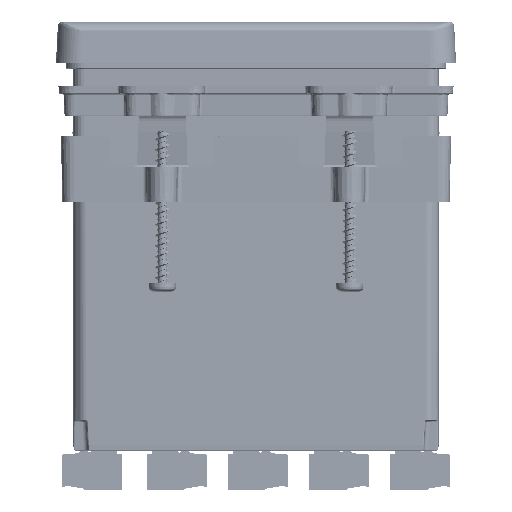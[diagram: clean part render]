
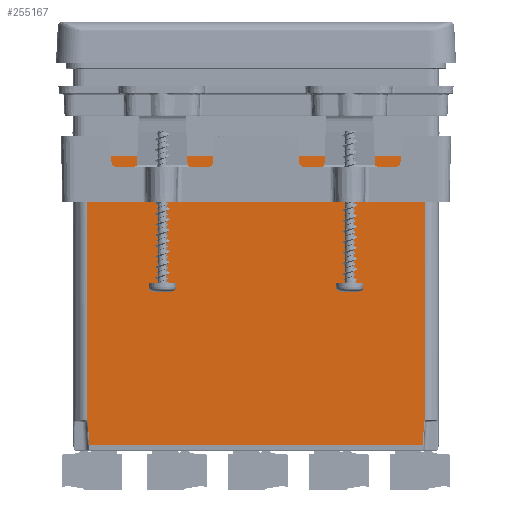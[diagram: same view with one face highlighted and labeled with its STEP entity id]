
A CAD part, left-side view. The second image highlights one B-rep face of the part: STEP entity #255167.
In plain terms, the highlighted planar face has unit normal (-1, 0, 0).
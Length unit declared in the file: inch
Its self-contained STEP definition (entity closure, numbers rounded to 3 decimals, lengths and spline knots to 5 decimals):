
#617 = VECTOR ( 'NONE', #255749, 39.37008 ) ;
#804 = ORIENTED_EDGE ( 'NONE', *, *, #301096, .T. ) ;
#1599 = LINE ( 'NONE', #330157, #129744 ) ;
#7238 = CARTESIAN_POINT ( 'NONE',  ( -0.8775, -1.66456, -3.93286 ) ) ;
#7942 = VECTOR ( 'NONE', #287292, 39.37008 ) ;
#12178 = CARTESIAN_POINT ( 'NONE',  ( -0.8775, -1.66862, -3.92953 ) ) ;
#15969 = VERTEX_POINT ( 'NONE', #233750 ) ;
#18661 = CARTESIAN_POINT ( 'NONE',  ( -0.8775, 1.6592, -3.94219 ) ) ;
#18823 = CARTESIAN_POINT ( 'NONE',  ( -0.8775, 1.7725, -2.7525 ) ) ;
#21713 = EDGE_LOOP ( 'NONE', ( #49223, #28177, #804, #49051, #259527, #236033, #175329, #60943, #256456, #59446, #325149, #215387, #298463 ) ) ;
#23342 = VERTEX_POINT ( 'NONE', #140249 ) ;
#24600 = CARTESIAN_POINT ( 'NONE',  ( -0.8775, 1.7725, -4.18 ) ) ;
#28177 = ORIENTED_EDGE ( 'NONE', *, *, #219294, .T. ) ;
#33928 = CARTESIAN_POINT ( 'NONE',  ( -0.8775, -1.66645, -3.93098 ) ) ;
#34032 = CARTESIAN_POINT ( 'NONE',  ( -0.8775, -1.7725, -1.325 ) ) ;
#35125 = EDGE_CURVE ( 'NONE', #227429, #258878, #113961, .T. ) ;
#38413 = DIRECTION ( 'NONE',  ( 0., -0.999, 0.052 ) ) ;
#40535 = DIRECTION ( 'NONE',  ( 0., 0., 1. ) ) ;
#48168 = EDGE_CURVE ( 'NONE', #75665, #80933, #322123, .T. ) ;
#49051 = ORIENTED_EDGE ( 'NONE', *, *, #324495, .T. ) ;
#49223 = ORIENTED_EDGE ( 'NONE', *, *, #193693, .T. ) ;
#52528 = CARTESIAN_POINT ( 'NONE',  ( -0.8775, -1.7725, -1.64507 ) ) ;
#59446 = ORIENTED_EDGE ( 'NONE', *, *, #164073, .T. ) ;
#60943 = ORIENTED_EDGE ( 'NONE', *, *, #310874, .F. ) ;
#63429 = LINE ( 'NONE', #266918, #217143 ) ;
#66999 = CARTESIAN_POINT ( 'NONE',  ( -0.8775, 1.65874, -3.94594 ) ) ;
#70261 = DIRECTION ( 'NONE',  ( 0., 0., -1. ) ) ;
#73790 = VERTEX_POINT ( 'NONE', #194143 ) ;
#74063 = VERTEX_POINT ( 'NONE', #237683 ) ;
#74382 = LINE ( 'NONE', #277856, #7942 ) ;
#75665 = VERTEX_POINT ( 'NONE', #265198 ) ;
#80824 = AXIS2_PLACEMENT_3D ( 'NONE', #24600, #329709, #99585 ) ;
#80933 = VERTEX_POINT ( 'NONE', #133947 ) ;
#82753 = CARTESIAN_POINT ( 'NONE',  ( -0.8775, -1.66456, -3.93286 ) ) ;
#86910 = CARTESIAN_POINT ( 'NONE',  ( -0.8775, 1.7725, -1.64507 ) ) ;
#95230 = CARTESIAN_POINT ( 'NONE',  ( -0.8775, 1.67108, -2.7525 ) ) ;
#96902 = CARTESIAN_POINT ( 'NONE',  ( -0.8775, 1.66769, -3.93022 ) ) ;
#99585 = DIRECTION ( 'NONE',  ( 0., -1., 0. ) ) ;
#108569 = CARTESIAN_POINT ( 'NONE',  ( -0.8775, 0., -4.18 ) ) ;
#108586 = CARTESIAN_POINT ( 'NONE',  ( -0.8775, -1.66105, -3.93637 ) ) ;
#113961 = LINE ( 'NONE', #242454, #264544 ) ;
#118666 = CARTESIAN_POINT ( 'NONE',  ( -0.8775, 1.66479, -3.93251 ) ) ;
#120483 = DIRECTION ( 'NONE',  ( 0., 0., -1. ) ) ;
#125078 = VECTOR ( 'NONE', #154509, 39.37008 ) ;
#128351 = DIRECTION ( 'NONE',  ( 0., 1., 0. ) ) ;
#129744 = VECTOR ( 'NONE', #128351, 39.37008 ) ;
#129796 = VERTEX_POINT ( 'NONE', #86910 ) ;
#133947 = CARTESIAN_POINT ( 'NONE',  ( -0.8775, 1.67108, -3.92852 ) ) ;
#137880 = B_SPLINE_CURVE_WITH_KNOTS ( 'NONE', 3,
 ( #7238, #33928, #12178, #318981 ),
 .UNSPECIFIED., .F., .F.,
 ( 4, 4 ),
 ( 0., 1. ),
 .UNSPECIFIED. ) ;
#140249 = CARTESIAN_POINT ( 'NONE',  ( -0.8775, 1.64649, -4.18 ) ) ;
#140939 = B_SPLINE_CURVE_WITH_KNOTS ( 'NONE', 3,
 ( #180389, #235424, #108586, #208694 ),
 .UNSPECIFIED., .F., .F.,
 ( 4, 4 ),
 ( 0., 1. ),
 .UNSPECIFIED. ) ;
#154509 = DIRECTION ( 'NONE',  ( 0., 0., 1. ) ) ;
#161812 = B_SPLINE_CURVE_WITH_KNOTS ( 'NONE', 3,
 ( #218764, #293865, #96902, #118666, #295504, #192089, #222038, #18661, #198641, #66999 ),
 .UNSPECIFIED., .F., .F.,
 ( 4, 2, 2, 2, 4 ),
 ( 0., 0.25, 0.5, 0.75, 1. ),
 .UNSPECIFIED. ) ;
#164073 = EDGE_CURVE ( 'NONE', #267851, #182940, #140939, .T. ) ;
#175329 = ORIENTED_EDGE ( 'NONE', *, *, #192434, .T. ) ;
#180389 = CARTESIAN_POINT ( 'NONE',  ( -0.8775, -1.65874, -3.94594 ) ) ;
#182017 = LINE ( 'NONE', #108569, #301500 ) ;
#182751 = CARTESIAN_POINT ( 'NONE',  ( -0.8775, -1.7725, -2.7525 ) ) ;
#182940 = VERTEX_POINT ( 'NONE', #82753 ) ;
#188610 = VECTOR ( 'NONE', #235193, 39.37008 ) ;
#192089 = CARTESIAN_POINT ( 'NONE',  ( -0.8775, 1.66132, -3.93694 ) ) ;
#192434 = EDGE_CURVE ( 'NONE', #73790, #23342, #285203, .T. ) ;
#193693 = EDGE_CURVE ( 'NONE', #323514, #298548, #236135, .T. ) ;
#194143 = CARTESIAN_POINT ( 'NONE',  ( -0.8775, 1.65874, -3.94594 ) ) ;
#198641 = CARTESIAN_POINT ( 'NONE',  ( -0.8775, 1.65884, -3.94403 ) ) ;
#199738 = EDGE_CURVE ( 'NONE', #258878, #323514, #63429, .T. ) ;
#208694 = CARTESIAN_POINT ( 'NONE',  ( -0.8775, -1.66456, -3.93286 ) ) ;
#210330 = DIRECTION ( 'NONE',  ( 0., 1., 0. ) ) ;
#215387 = ORIENTED_EDGE ( 'NONE', *, *, #35125, .T. ) ;
#217143 = VECTOR ( 'NONE', #38413, 39.37008 ) ;
#218764 = CARTESIAN_POINT ( 'NONE',  ( -0.8775, 1.67108, -3.92852 ) ) ;
#219294 = EDGE_CURVE ( 'NONE', #298548, #15969, #1599, .T. ) ;
#222038 = CARTESIAN_POINT ( 'NONE',  ( -0.8775, 1.66044, -3.93867 ) ) ;
#227429 = VERTEX_POINT ( 'NONE', #248262 ) ;
#227974 = PLANE ( 'NONE',  #80824 ) ;
#229020 = LINE ( 'NONE', #304032, #617 ) ;
#230550 = EDGE_CURVE ( 'NONE', #182940, #227429, #137880, .T. ) ;
#233750 = CARTESIAN_POINT ( 'NONE',  ( -0.8775, 1.7725, -1.325 ) ) ;
#235193 = DIRECTION ( 'NONE',  ( 0., -0.052, -0.999 ) ) ;
#235424 = CARTESIAN_POINT ( 'NONE',  ( -0.8775, -1.659, -3.94104 ) ) ;
#236033 = ORIENTED_EDGE ( 'NONE', *, *, #324699, .T. ) ;
#236135 = LINE ( 'NONE', #182751, #125078 ) ;
#237683 = CARTESIAN_POINT ( 'NONE',  ( -0.8775, -1.64649, -4.18 ) ) ;
#239729 = EDGE_CURVE ( 'NONE', #74063, #267851, #74382, .T. ) ;
#242454 = CARTESIAN_POINT ( 'NONE',  ( -0.8775, -1.67108, -2.7525 ) ) ;
#247304 = LINE ( 'NONE', #18823, #261064 ) ;
#248262 = CARTESIAN_POINT ( 'NONE',  ( -0.8775, -1.67108, -3.92852 ) ) ;
#254705 = FACE_OUTER_BOUND ( 'NONE', #21713, .T. ) ;
#255167 = ADVANCED_FACE ( 'NONE', ( #254705 ), #227974, .T. ) ;
#255749 = DIRECTION ( 'NONE',  ( 0., -0.999, -0.052 ) ) ;
#256456 = ORIENTED_EDGE ( 'NONE', *, *, #239729, .T. ) ;
#258878 = VERTEX_POINT ( 'NONE', #287153 ) ;
#259527 = ORIENTED_EDGE ( 'NONE', *, *, #48168, .T. ) ;
#260201 = CARTESIAN_POINT ( 'NONE',  ( -0.8775, 1.65874, -3.94594 ) ) ;
#261064 = VECTOR ( 'NONE', #120483, 39.37008 ) ;
#264544 = VECTOR ( 'NONE', #40535, 39.37008 ) ;
#265198 = CARTESIAN_POINT ( 'NONE',  ( -0.8775, 1.67108, -1.65039 ) ) ;
#266918 = CARTESIAN_POINT ( 'NONE',  ( -0.8775, -1.67108, -1.65038 ) ) ;
#267851 = VERTEX_POINT ( 'NONE', #316914 ) ;
#277856 = CARTESIAN_POINT ( 'NONE',  ( -0.8775, -1.64648, -4.18 ) ) ;
#285203 = LINE ( 'NONE', #260201, #188610 ) ;
#287153 = CARTESIAN_POINT ( 'NONE',  ( -0.8775, -1.67108, -1.65038 ) ) ;
#287292 = DIRECTION ( 'NONE',  ( 0., -0.052, 0.999 ) ) ;
#293865 = CARTESIAN_POINT ( 'NONE',  ( -0.8775, 1.66935, -3.92923 ) ) ;
#295504 = CARTESIAN_POINT ( 'NONE',  ( -0.8775, 1.66346, -3.93394 ) ) ;
#297683 = VECTOR ( 'NONE', #70261, 39.37008 ) ;
#298463 = ORIENTED_EDGE ( 'NONE', *, *, #199738, .T. ) ;
#298548 = VERTEX_POINT ( 'NONE', #34032 ) ;
#301096 = EDGE_CURVE ( 'NONE', #15969, #129796, #247304, .T. ) ;
#301500 = VECTOR ( 'NONE', #210330, 39.37008 ) ;
#304032 = CARTESIAN_POINT ( 'NONE',  ( -0.8775, 1.7725, -1.64507 ) ) ;
#310874 = EDGE_CURVE ( 'NONE', #74063, #23342, #182017, .T. ) ;
#316914 = CARTESIAN_POINT ( 'NONE',  ( -0.8775, -1.65874, -3.94594 ) ) ;
#318981 = CARTESIAN_POINT ( 'NONE',  ( -0.8775, -1.67108, -3.92852 ) ) ;
#322123 = LINE ( 'NONE', #95230, #297683 ) ;
#323514 = VERTEX_POINT ( 'NONE', #52528 ) ;
#324495 = EDGE_CURVE ( 'NONE', #129796, #75665, #229020, .T. ) ;
#324699 = EDGE_CURVE ( 'NONE', #80933, #73790, #161812, .T. ) ;
#325149 = ORIENTED_EDGE ( 'NONE', *, *, #230550, .T. ) ;
#329709 = DIRECTION ( 'NONE',  ( -1., 0., 0. ) ) ;
#330157 = CARTESIAN_POINT ( 'NONE',  ( -0.8775, 0., -1.325 ) ) ;
